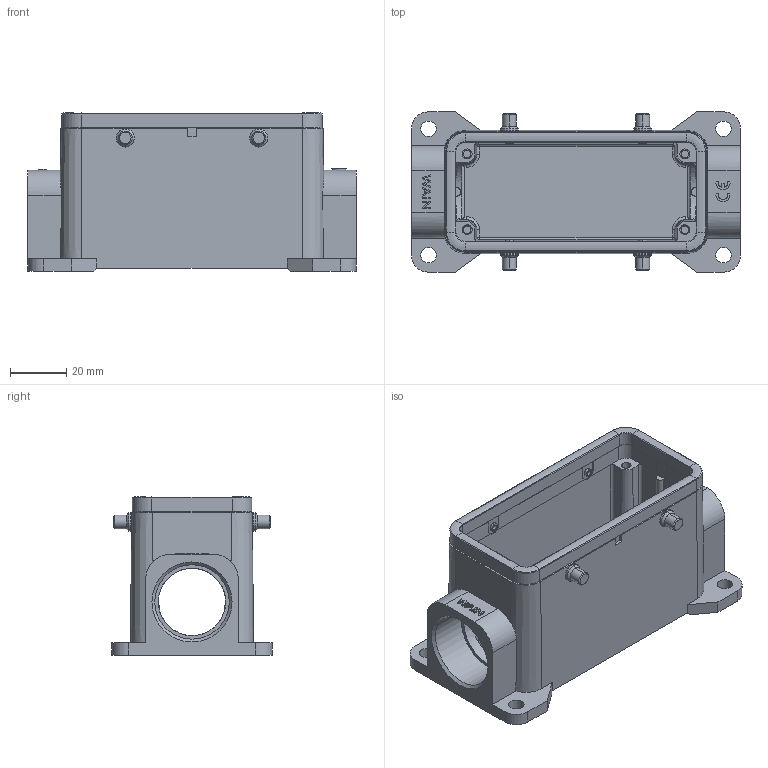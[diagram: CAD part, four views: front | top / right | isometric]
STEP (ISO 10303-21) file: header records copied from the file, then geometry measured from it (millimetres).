
FILE_DESCRIPTION(/* description */ (''),/* implementation_level */ '2;1');
FILE_NAME(/* name */ 'H16B-SF-4B-2PG21.stp',/* time_stamp */ '2023-09-05T13:54:06+08:00',/* author */ (''),/* organization */ (''),/* preprocessor_version */ 'ST-DEVELOPER v18.1',/* originating_system */ 'SIEMENS PLM Software NX 1980',/* authorisation */ '');
FILE_SCHEMA (('AUTOMOTIVE_DESIGN { 1 0 10303 214 3 1 1 1 }'));
Length unit declared in the file: millimetre
Products named in the file (1): 13843E804741hxuk
Bounding box: 117 x 57 x 56.48 mm (x, y, z)
Volume: 87800.3 mm3; surface area: 45285.3 mm2
Topology: 6 solids, 6 shells, 435 faces, 1109 edges, 700 vertices
Faces by surface type: plane 207, cylinder 146, cone 46, torus 28, sphere 4, bspline 4
Full cylindrical faces by diameter (mm): 3 x4, 24 x2, 26.5 x2
Entity records: 13320 total; most frequent: CARTESIAN_POINT 2775, DIRECTION 2189, ORIENTED_EDGE 2162, EDGE_CURVE 1081, AXIS2_PLACEMENT_3D 784, VERTEX_POINT 694, LINE 621, VECTOR 621
